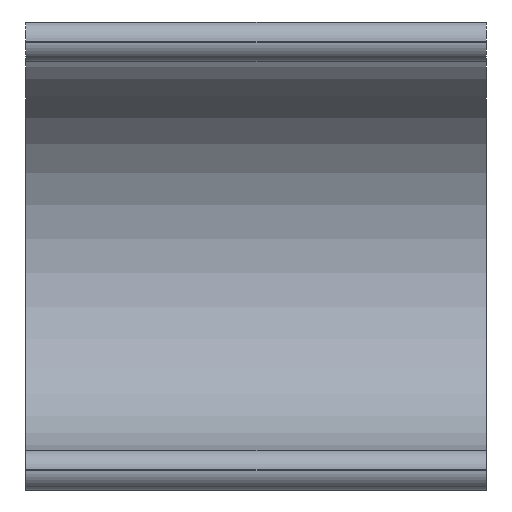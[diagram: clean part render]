
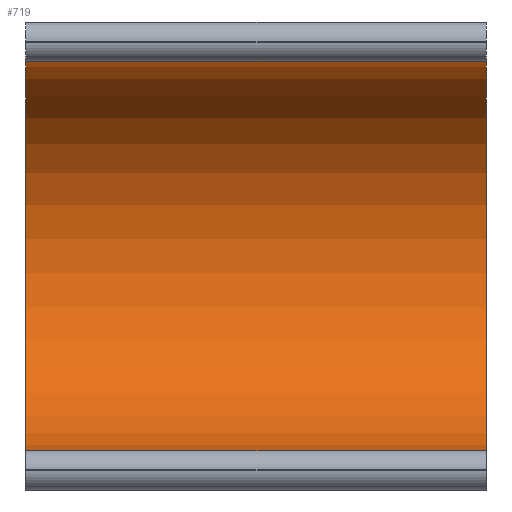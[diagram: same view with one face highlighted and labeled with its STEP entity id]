
A CAD part, left-side view. The second image highlights one B-rep face of the part: STEP entity #719.
In plain terms, the highlighted cylindrical face has radius 5.1 mm (diameter 10.2 mm), a partial arc.
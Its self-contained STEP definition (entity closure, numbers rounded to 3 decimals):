
#87=FACE_OUTER_BOUND('',#129,.T.);
#129=EDGE_LOOP('',(#565,#566,#567,#568));
#181=LINE('',#1364,#225);
#182=LINE('',#1367,#226);
#225=VECTOR('',#975,10.);
#226=VECTOR('',#978,10.);
#274=CIRCLE('',#801,5.1);
#279=CIRCLE('',#808,5.1);
#342=VERTEX_POINT('',#1352);
#343=VERTEX_POINT('',#1354);
#346=VERTEX_POINT('',#1362);
#347=VERTEX_POINT('',#1366);
#430=EDGE_CURVE('',#342,#343,#274,.T.);
#435=EDGE_CURVE('',#343,#346,#181,.T.);
#436=EDGE_CURVE('',#347,#342,#182,.T.);
#437=EDGE_CURVE('',#346,#347,#279,.T.);
#565=ORIENTED_EDGE('',*,*,#435,.F.);
#566=ORIENTED_EDGE('',*,*,#430,.F.);
#567=ORIENTED_EDGE('',*,*,#436,.F.);
#568=ORIENTED_EDGE('',*,*,#437,.F.);
#685=CYLINDRICAL_SURFACE('',#807,5.1);
#719=ADVANCED_FACE('',(#87),#685,.F.);
#801=AXIS2_PLACEMENT_3D('',#1355,#963,#964);
#807=AXIS2_PLACEMENT_3D('',#1365,#976,#977);
#808=AXIS2_PLACEMENT_3D('',#1368,#979,#980);
#963=DIRECTION('center_axis',(0.,1.,0.));
#964=DIRECTION('ref_axis',(0.,0.,1.));
#975=DIRECTION('',(0.,1.,0.));
#976=DIRECTION('center_axis',(0.,1.,0.));
#977=DIRECTION('ref_axis',(0.,0.,1.));
#978=DIRECTION('',(0.,-1.,0.));
#979=DIRECTION('center_axis',(0.,-1.,0.));
#980=DIRECTION('ref_axis',(0.,0.,1.));
#1352=CARTESIAN_POINT('',(0.455,0.,5.08));
#1354=CARTESIAN_POINT('',(0.455,0.,-5.08));
#1355=CARTESIAN_POINT('Origin',(0.,0.,0.));
#1362=CARTESIAN_POINT('',(0.455,12.,-5.08));
#1364=CARTESIAN_POINT('',(0.455,0.,-5.08));
#1365=CARTESIAN_POINT('Origin',(0.,0.,0.));
#1366=CARTESIAN_POINT('',(0.455,12.,5.08));
#1367=CARTESIAN_POINT('',(0.455,0.,5.08));
#1368=CARTESIAN_POINT('Origin',(0.,12.,0.));
